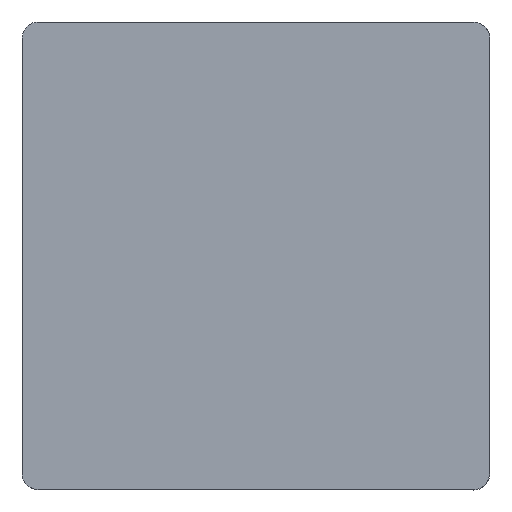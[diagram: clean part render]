
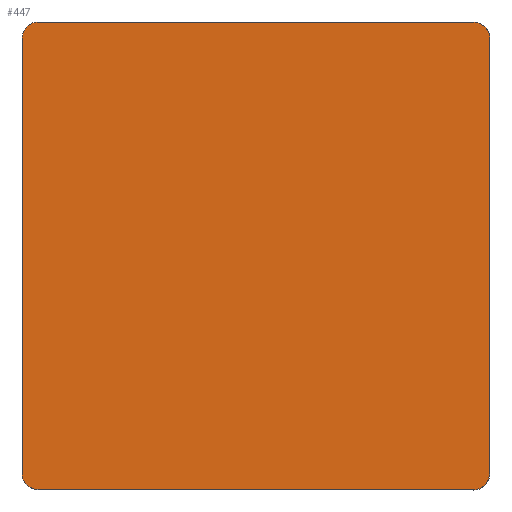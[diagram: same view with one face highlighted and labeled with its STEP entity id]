
A CAD part, left-side view. The second image highlights one B-rep face of the part: STEP entity #447.
In plain terms, the highlighted planar face has unit normal (-1, 0.002, 0.002).
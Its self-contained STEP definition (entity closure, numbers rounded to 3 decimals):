
#37=FACE_OUTER_BOUND('',#68,.T.);
#68=EDGE_LOOP('',(#311,#312,#313,#314,#315,#316,#317,#318));
#103=LINE('',#808,#139);
#104=LINE('',#812,#140);
#105=LINE('',#816,#141);
#106=LINE('',#820,#142);
#139=VECTOR('',#645,54.);
#140=VECTOR('',#648,54.);
#141=VECTOR('',#651,54.);
#142=VECTOR('',#654,54.);
#175=CIRCLE('',#560,2.);
#176=CIRCLE('',#561,2.);
#177=CIRCLE('',#562,2.);
#178=CIRCLE('',#563,2.);
#207=VERTEX_POINT('',#806);
#208=VERTEX_POINT('',#807);
#209=VERTEX_POINT('',#809);
#210=VERTEX_POINT('',#811);
#211=VERTEX_POINT('',#813);
#212=VERTEX_POINT('',#815);
#213=VERTEX_POINT('',#817);
#214=VERTEX_POINT('',#819);
#247=EDGE_CURVE('',#207,#208,#103,.T.);
#248=EDGE_CURVE('',#208,#209,#175,.T.);
#249=EDGE_CURVE('',#209,#210,#104,.T.);
#250=EDGE_CURVE('',#210,#211,#176,.T.);
#251=EDGE_CURVE('',#211,#212,#105,.T.);
#252=EDGE_CURVE('',#212,#213,#177,.T.);
#253=EDGE_CURVE('',#213,#214,#106,.T.);
#254=EDGE_CURVE('',#214,#207,#178,.T.);
#311=ORIENTED_EDGE('',*,*,#247,.T.);
#312=ORIENTED_EDGE('',*,*,#248,.T.);
#313=ORIENTED_EDGE('',*,*,#249,.T.);
#314=ORIENTED_EDGE('',*,*,#250,.T.);
#315=ORIENTED_EDGE('',*,*,#251,.T.);
#316=ORIENTED_EDGE('',*,*,#252,.T.);
#317=ORIENTED_EDGE('',*,*,#253,.T.);
#318=ORIENTED_EDGE('',*,*,#254,.T.);
#432=PLANE('',#559);
#447=ADVANCED_FACE('',(#37),#432,.T.);
#559=AXIS2_PLACEMENT_3D('',#805,#643,#644);
#560=AXIS2_PLACEMENT_3D('',#810,#646,#647);
#561=AXIS2_PLACEMENT_3D('',#814,#649,#650);
#562=AXIS2_PLACEMENT_3D('',#818,#652,#653);
#563=AXIS2_PLACEMENT_3D('',#821,#655,#656);
#643=DIRECTION('center_axis',(-1.,0.002,0.002));
#644=DIRECTION('ref_axis',(0.002,0.,1.));
#645=DIRECTION('',(-0.002,0.001,-1.));
#646=DIRECTION('center_axis',(-1.,0.002,0.002));
#647=DIRECTION('ref_axis',(0.002,1.,0.001));
#648=DIRECTION('',(-0.002,-1.,-0.001));
#649=DIRECTION('center_axis',(-1.,0.002,0.002));
#650=DIRECTION('ref_axis',(-0.002,0.001,-1.));
#651=DIRECTION('',(0.002,-0.001,1.));
#652=DIRECTION('center_axis',(-1.,0.002,0.002));
#653=DIRECTION('ref_axis',(-0.002,-1.,-0.001));
#654=DIRECTION('',(0.002,1.,0.001));
#655=DIRECTION('center_axis',(-1.,0.002,0.002));
#656=DIRECTION('ref_axis',(0.002,-0.001,1.));
#805=CARTESIAN_POINT('Origin',(20.649,14.609,15.873));
#806=CARTESIAN_POINT('',(20.761,43.589,42.894));
#807=CARTESIAN_POINT('',(20.646,43.629,-11.105));
#808=CARTESIAN_POINT('',(20.761,43.589,42.894));
#809=CARTESIAN_POINT('',(20.638,41.631,-13.107));
#810=CARTESIAN_POINT('Origin',(20.642,41.629,-11.107));
#811=CARTESIAN_POINT('',(20.535,-12.369,-13.147));
#812=CARTESIAN_POINT('',(20.638,41.631,-13.107));
#813=CARTESIAN_POINT('',(20.536,-14.37,-11.149));
#814=CARTESIAN_POINT('Origin',(20.54,-12.37,-11.147));
#815=CARTESIAN_POINT('',(20.651,-14.411,42.851));
#816=CARTESIAN_POINT('',(20.536,-14.37,-11.149));
#817=CARTESIAN_POINT('',(20.659,-12.412,44.853));
#818=CARTESIAN_POINT('Origin',(20.655,-12.411,42.853));
#819=CARTESIAN_POINT('',(20.762,41.588,44.893));
#820=CARTESIAN_POINT('',(20.659,-12.412,44.853));
#821=CARTESIAN_POINT('Origin',(20.757,41.589,42.893));
